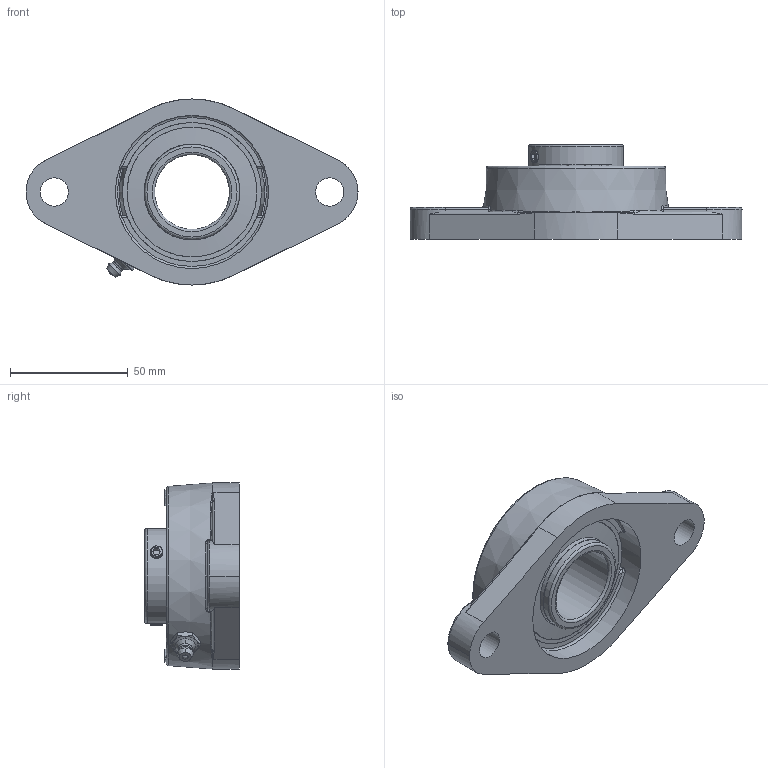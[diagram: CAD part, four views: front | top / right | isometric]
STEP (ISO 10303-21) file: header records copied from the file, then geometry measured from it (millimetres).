
FILE_DESCRIPTION(('HOOPS Exchange Step'),'2;1');
FILE_NAME('export-D0A8C216-12E5-427F-B1A6-B50076C36B5B.stp','2019-12-13T09:29:07-08:00',('ibuslach'),('Alibre'),'HOOPS Exchange 2019.2','Alibre','Unknown authorisation');
FILE_SCHEMA( ('AP242_MANAGED_MODEL_BASED_3D_ENGINEERING_MIM_LF {1 0 10303 442 1 1 4 }') );
Length unit declared in the file: centimetre
Products named in the file (7): SUC 206-20 RACES; SUC 206 SHIELD; SUC 206 SS; MRN SUC 206-20; ZERK 6mm; MRN SFT 206; MRN SUCFT 206-20
Assembly tree (8 placements, depth 3):
  MRN SUCFT 206-20
    MRN SUC 206-20
      SUC 206-20 RACES
      SUC 206 SHIELD  x2
      SUC 206 SS  x2
    ZERK 6mm
    MRN SFT 206
Bounding box: 141 x 40.2 x 79 mm (x, y, z)
Volume: 111232 mm3; surface area: 48042.6 mm2
Topology: 8 solids, 8 shells, 698 faces, 1945 edges, 1275 vertices
Faces by surface type: plane 273, extrusion 265, cylinder 60, bspline 38, cone 29, torus 24, sphere 9
Full cylindrical faces by diameter (mm): 2.005 x2, 5 x1, 5.359 x12, 6 x1, 12 x2, 31.75 x1, 40.259 x1, 40.284 x2, 40.792 x2, 55.093 x1, 55.118 x2, 63.017 x1, 65.017 x1
Entity records: 31635 total; most frequent: CARTESIAN_POINT 15441, ORIENTED_EDGE 3734, DIRECTION 2456, EDGE_CURVE 1867, VECTOR 1236, VERTEX_POINT 1229, LINE 971, B_SPLINE_CURVE_WITH_KNOTS 920
